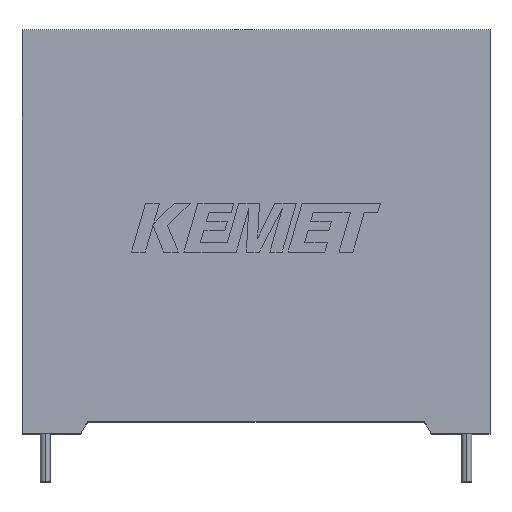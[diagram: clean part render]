
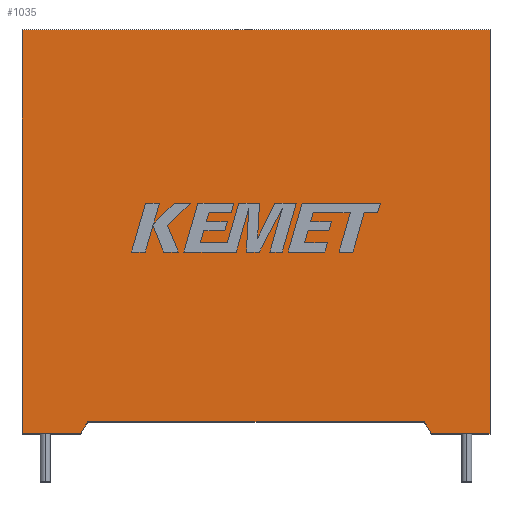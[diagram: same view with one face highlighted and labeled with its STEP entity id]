
A CAD part, top view. The second image highlights one B-rep face of the part: STEP entity #1035.
In plain terms, the highlighted planar face has unit normal (0, 0, 1).
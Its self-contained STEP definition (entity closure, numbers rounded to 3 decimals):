
#41 = FACE_OUTER_BOUND ( 'NONE', #1702, .T. ) ;
#66 = VECTOR ( 'NONE', #198, 1000. ) ;
#78 = ORIENTED_EDGE ( 'NONE', *, *, #2874, .T. ) ;
#102 = VECTOR ( 'NONE', #1443, 1000. ) ;
#152 = CARTESIAN_POINT ( 'NONE',  ( 58.3, 0., 35.5 ) ) ;
#198 = DIRECTION ( 'NONE',  ( 0., -1., 0. ) ) ;
#215 = VECTOR ( 'NONE', #536, 1000. ) ;
#241 = VERTEX_POINT ( 'NONE', #2390 ) ;
#259 = CARTESIAN_POINT ( 'NONE',  ( 0., 0., 35.5 ) ) ;
#370 = ORIENTED_EDGE ( 'NONE', *, *, #1558, .T. ) ;
#395 = ORIENTED_EDGE ( 'NONE', *, *, #878, .F. ) ;
#443 = LINE ( 'NONE', #546, #215 ) ;
#476 = VERTEX_POINT ( 'NONE', #152 ) ;
#487 = CARTESIAN_POINT ( 'NONE',  ( 50.1, 1.479, 35.5 ) ) ;
#488 = CARTESIAN_POINT ( 'NONE',  ( 50.1, 1.479, 35.5 ) ) ;
#496 = LINE ( 'NONE', #1254, #1709 ) ;
#529 = DIRECTION ( 'NONE',  ( -1., 0., 0. ) ) ;
#536 = DIRECTION ( 'NONE',  ( 0., 1., 0. ) ) ;
#546 = CARTESIAN_POINT ( 'NONE',  ( 58.3, 0., 35.5 ) ) ;
#597 = ORIENTED_EDGE ( 'NONE', *, *, #1826, .T. ) ;
#652 = VERTEX_POINT ( 'NONE', #2129 ) ;
#685 = DIRECTION ( 'NONE',  ( 1., 0., 0. ) ) ;
#732 = VERTEX_POINT ( 'NONE', #488 ) ;
#785 = VERTEX_POINT ( 'NONE', #3126 ) ;
#852 = CARTESIAN_POINT ( 'NONE',  ( 0., 0., 35.5 ) ) ;
#878 = EDGE_CURVE ( 'NONE', #732, #1881, #496, .T. ) ;
#935 = DIRECTION ( 'NONE',  ( -1., 0., 0. ) ) ;
#1035 = ADVANCED_FACE ( 'NONE', ( #41 ), #2773, .F. ) ;
#1243 = LINE ( 'NONE', #852, #3100 ) ;
#1254 = CARTESIAN_POINT ( 'NONE',  ( 29.15, 1.479, 35.5 ) ) ;
#1283 = ORIENTED_EDGE ( 'NONE', *, *, #2775, .T. ) ;
#1314 = ORIENTED_EDGE ( 'NONE', *, *, #2814, .F. ) ;
#1317 = DIRECTION ( 'NONE',  ( -1., 0., 0. ) ) ;
#1333 = AXIS2_PLACEMENT_3D ( 'NONE', #2274, #1532, #1317 ) ;
#1371 = ORIENTED_EDGE ( 'NONE', *, *, #2036, .T. ) ;
#1389 = LINE ( 'NONE', #487, #102 ) ;
#1443 = DIRECTION ( 'NONE',  ( 0.52, -0.854, 0. ) ) ;
#1495 = VECTOR ( 'NONE', #2351, 1000. ) ;
#1532 = DIRECTION ( 'NONE',  ( 0., 0., -1. ) ) ;
#1533 = VECTOR ( 'NONE', #935, 1000. ) ;
#1558 = EDGE_CURVE ( 'NONE', #785, #476, #1243, .T. ) ;
#1576 = CARTESIAN_POINT ( 'NONE',  ( 7.3, 0., 35.5 ) ) ;
#1638 = ORIENTED_EDGE ( 'NONE', *, *, #1712, .T. ) ;
#1702 = EDGE_LOOP ( 'NONE', ( #395, #597, #370, #1371, #78, #1638, #1283, #1314 ) ) ;
#1709 = VECTOR ( 'NONE', #529, 1000. ) ;
#1712 = EDGE_CURVE ( 'NONE', #652, #2979, #2370, .T. ) ;
#1801 = LINE ( 'NONE', #2147, #1533 ) ;
#1826 = EDGE_CURVE ( 'NONE', #732, #785, #1389, .T. ) ;
#1853 = CARTESIAN_POINT ( 'NONE',  ( 0., 0., 35.5 ) ) ;
#1881 = VERTEX_POINT ( 'NONE', #1920 ) ;
#1920 = CARTESIAN_POINT ( 'NONE',  ( 8.2, 1.479, 35.5 ) ) ;
#1949 = LINE ( 'NONE', #2856, #1495 ) ;
#2026 = VECTOR ( 'NONE', #685, 1000. ) ;
#2036 = EDGE_CURVE ( 'NONE', #476, #241, #443, .T. ) ;
#2128 = CARTESIAN_POINT ( 'NONE',  ( 0., 0., 35.5 ) ) ;
#2129 = CARTESIAN_POINT ( 'NONE',  ( 0., 50.3, 35.5 ) ) ;
#2147 = CARTESIAN_POINT ( 'NONE',  ( 0., 50.3, 35.5 ) ) ;
#2274 = CARTESIAN_POINT ( 'NONE',  ( 0., 0., 35.5 ) ) ;
#2343 = VERTEX_POINT ( 'NONE', #1576 ) ;
#2351 = DIRECTION ( 'NONE',  ( -0.52, -0.854, 0. ) ) ;
#2370 = LINE ( 'NONE', #2128, #66 ) ;
#2390 = CARTESIAN_POINT ( 'NONE',  ( 58.3, 50.3, 35.5 ) ) ;
#2537 = DIRECTION ( 'NONE',  ( 1., 0., 0. ) ) ;
#2716 = LINE ( 'NONE', #1853, #2026 ) ;
#2773 = PLANE ( 'NONE',  #1333 ) ;
#2775 = EDGE_CURVE ( 'NONE', #2979, #2343, #2716, .T. ) ;
#2814 = EDGE_CURVE ( 'NONE', #1881, #2343, #1949, .T. ) ;
#2856 = CARTESIAN_POINT ( 'NONE',  ( 8.2, 1.479, 35.5 ) ) ;
#2874 = EDGE_CURVE ( 'NONE', #241, #652, #1801, .T. ) ;
#2979 = VERTEX_POINT ( 'NONE', #259 ) ;
#3100 = VECTOR ( 'NONE', #2537, 1000. ) ;
#3126 = CARTESIAN_POINT ( 'NONE',  ( 51., 0., 35.5 ) ) ;
